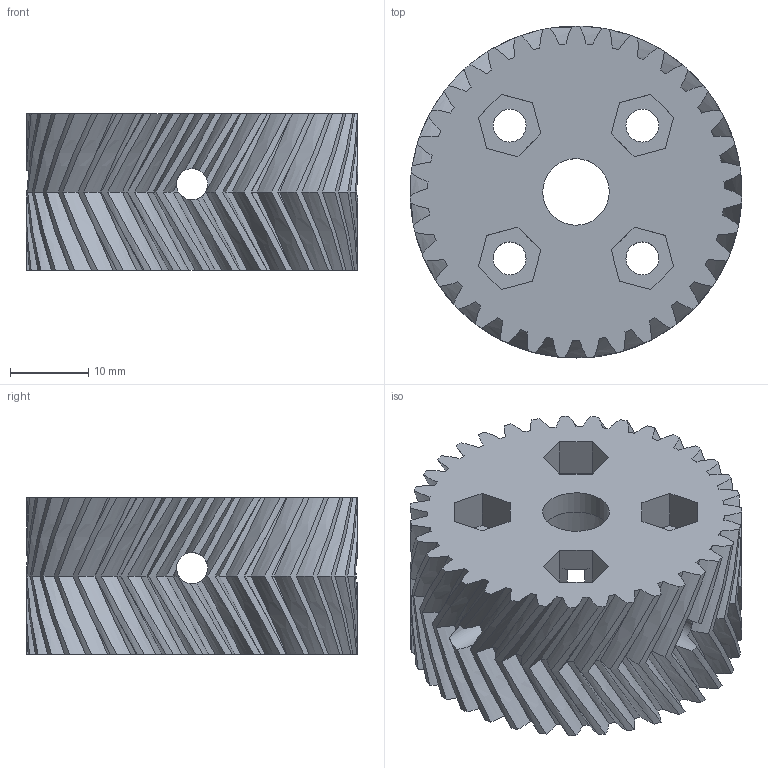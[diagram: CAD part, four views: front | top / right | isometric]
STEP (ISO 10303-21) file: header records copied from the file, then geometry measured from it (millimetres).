
FILE_DESCRIPTION(/* description */ (''),/* implementation_level */ '2;1');
FILE_NAME(/* name */ '',/* time_stamp */ '2025-11-12T19:50:38+03:00',/* author */ ('Phantom'),/* organization */ (''),/* preprocessor_version */ 'ST-DEVELOPER v20',/* originating_system */ 'Autodesk Inventor 2025',/* authorisation */ '');
FILE_SCHEMA (('AUTOMOTIVE_DESIGN { 1 0 10303 214 3 1 1 }'));
Length unit declared in the file: millimetre
Products named in the file (1): Цилиндрическое зубчатое 
зацепление1
Bounding box: 42.41 x 42.41 x 20 mm (x, y, z)
Volume: 16037.2 mm3; surface area: 10078 mm2
Topology: 1 solids, 1 shells, 296 faces, 851 edges, 551 vertices
Faces by surface type: bspline 214, cylinder 50, plane 32
Full cylindrical faces by diameter (mm): 4 x4, 4.2 x4, 8.5 x1, 17 x1, 32 x1
Entity records: 13501 total; most frequent: CARTESIAN_POINT 7543, ORIENTED_EDGE 1690, EDGE_CURVE 845, B_SPLINE_CURVE_WITH_KNOTS 653, VERTEX_POINT 544, DIRECTION 462, EDGE_LOOP 315, FACE_OUTER_BOUND 296
